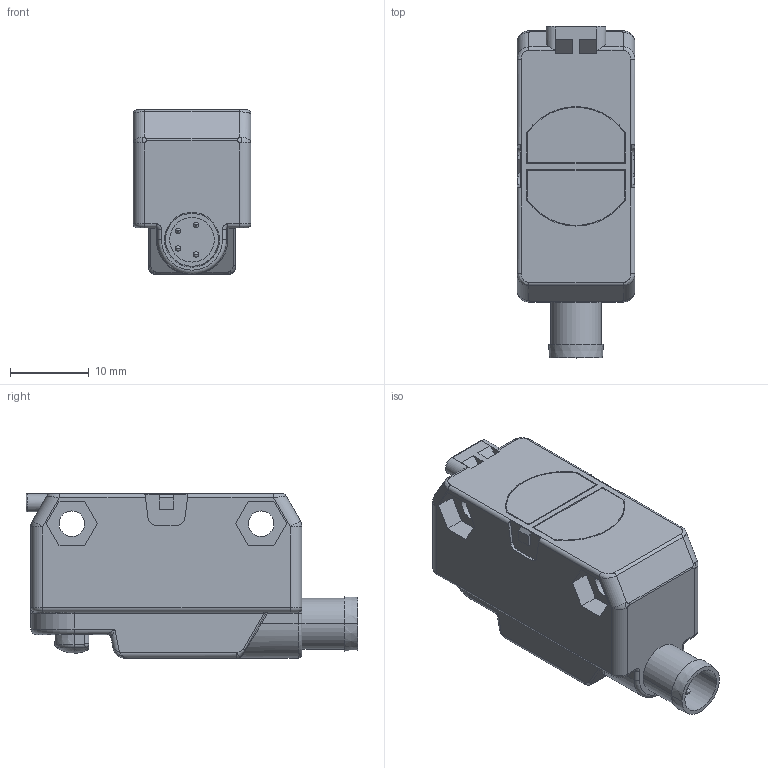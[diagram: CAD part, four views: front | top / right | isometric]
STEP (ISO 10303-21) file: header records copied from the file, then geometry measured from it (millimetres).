
FILE_DESCRIPTION((''),'2;1');
FILE_NAME('139435_SW','2008-05-05T',('banengservice'),('BANNER ENGINEERING'),'PRO/ENGINEER BY PARAMETRIC TECHNOLOGY CORPORATION, 2006170','PRO/ENGINEER BY PARAMETRIC TECHNOLOGY CORPORATION, 2006170','');
FILE_SCHEMA(('CONFIG_CONTROL_DESIGN'));
Length unit declared in the file: inch
Products named in the file (1): 139435_SW
Bounding box: 15 x 42.22 x 20.9 mm (x, y, z)
Volume: 9000.2 mm3; surface area: 3759.1 mm2
Topology: 1 solids, 1 shells, 277 faces, 642 edges, 383 vertices
Faces by surface type: plane 105, cylinder 94, bspline 44, torus 18, sphere 13, cone 3
Entity records: 9686 total; most frequent: CARTESIAN_POINT 3549, ORIENTED_EDGE 1278, DIRECTION 1241, EDGE_CURVE 639, AXIS2_PLACEMENT_3D 452, VERTEX_POINT 383, VECTOR 337, LINE 337
